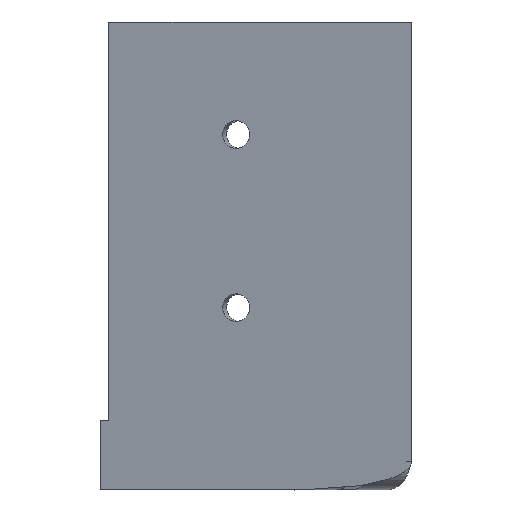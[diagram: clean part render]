
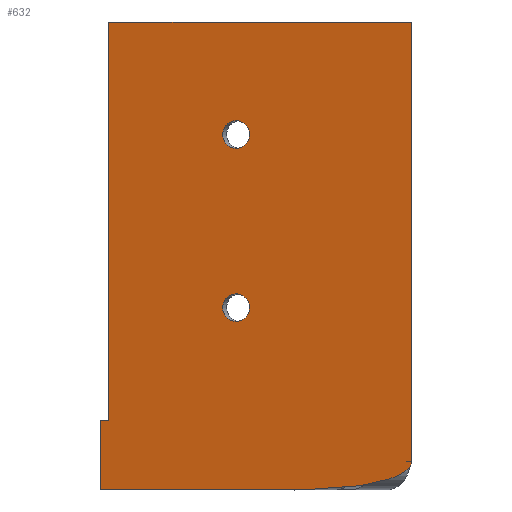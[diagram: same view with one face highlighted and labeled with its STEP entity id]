
A CAD part, top view. The second image highlights one B-rep face of the part: STEP entity #632.
In plain terms, the highlighted planar face has unit normal (-0.259, 0, 0.966).
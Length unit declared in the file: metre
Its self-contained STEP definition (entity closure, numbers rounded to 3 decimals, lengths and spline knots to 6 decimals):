
#14=ELLIPSE('',#864,0.012267,0.003175);
#22=B_SPLINE_CURVE_WITH_KNOTS('',3,(#1223,#1224,#1225,#1226),
 .UNSPECIFIED.,.F.,.F.,(4,4),(0.,1.),.UNSPECIFIED.);
#23=B_SPLINE_CURVE_WITH_KNOTS('',3,(#1228,#1229,#1230,#1231),
 .UNSPECIFIED.,.F.,.F.,(4,4),(0.,1.),.UNSPECIFIED.);
#32=LINE('',#1088,#73);
#45=LINE('',#1145,#86);
#48=LINE('',#1153,#89);
#60=LINE('',#1211,#101);
#66=LINE('',#1246,#107);
#73=VECTOR('',#907,1.);
#86=VECTOR('',#940,1.);
#89=VECTOR('',#947,1.);
#101=VECTOR('',#1005,1.);
#107=VECTOR('',#1039,1.);
#120=PLANE('',#868);
#285=ORIENTED_EDGE('',*,*,#315,.F.);
#286=ORIENTED_EDGE('',*,*,#313,.F.);
#287=ORIENTED_EDGE('',*,*,#353,.F.);
#288=ORIENTED_EDGE('',*,*,#326,.T.);
#289=ORIENTED_EDGE('',*,*,#377,.F.);
#290=ORIENTED_EDGE('',*,*,#349,.F.);
#291=ORIENTED_EDGE('',*,*,#389,.F.);
#292=ORIENTED_EDGE('',*,*,#384,.F.);
#293=ORIENTED_EDGE('',*,*,#383,.F.);
#294=ORIENTED_EDGE('',*,*,#391,.F.);
#313=EDGE_CURVE('',#394,#394,#454,.T.);
#315=EDGE_CURVE('',#396,#396,#456,.T.);
#326=EDGE_CURVE('',#408,#407,#32,.T.);
#349=EDGE_CURVE('',#426,#427,#45,.T.);
#353=EDGE_CURVE('',#408,#430,#48,.T.);
#377=EDGE_CURVE('',#427,#407,#60,.T.);
#383=EDGE_CURVE('',#449,#450,#22,.F.);
#384=EDGE_CURVE('',#450,#447,#23,.F.);
#389=EDGE_CURVE('',#447,#426,#14,.F.);
#391=EDGE_CURVE('',#430,#449,#66,.T.);
#394=VERTEX_POINT('',#1059);
#396=VERTEX_POINT('',#1064);
#407=VERTEX_POINT('',#1087);
#408=VERTEX_POINT('',#1089);
#426=VERTEX_POINT('',#1144);
#427=VERTEX_POINT('',#1146);
#430=VERTEX_POINT('',#1154);
#447=VERTEX_POINT('',#1218);
#449=VERTEX_POINT('',#1222);
#450=VERTEX_POINT('',#1227);
#454=CIRCLE('',#810,0.0016);
#456=CIRCLE('',#813,0.0016);
#523=EDGE_LOOP('',(#285));
#524=EDGE_LOOP('',(#286));
#525=EDGE_LOOP('',(#287,#288,#289,#290,#291,#292,#293,#294));
#576=FACE_BOUND('',#523,.T.);
#577=FACE_BOUND('',#524,.T.);
#578=FACE_BOUND('',#525,.T.);
#632=ADVANCED_FACE('',(#576,#577,#578),#120,.F.);
#810=AXIS2_PLACEMENT_3D('',#1058,#881,#882);
#813=AXIS2_PLACEMENT_3D('',#1063,#887,#888);
#864=AXIS2_PLACEMENT_3D('',#1241,#1029,#1030);
#868=AXIS2_PLACEMENT_3D('',#1245,#1037,#1038);
#881=DIRECTION('',(-0.259,0.,0.966));
#882=DIRECTION('',(0.966,0.,0.259));
#887=DIRECTION('',(-0.259,0.,0.966));
#888=DIRECTION('',(0.966,0.,0.259));
#907=DIRECTION('',(-0.966,0.,-0.259));
#940=DIRECTION('',(-0.966,0.,-0.259));
#947=DIRECTION('',(0.,1.,0.));
#1005=DIRECTION('',(0.,1.,0.));
#1029=DIRECTION('',(-0.259,0.,0.966));
#1030=DIRECTION('',(-0.966,0.,-0.259));
#1037=DIRECTION('',(0.259,0.,-0.966));
#1038=DIRECTION('',(0.966,0.,0.259));
#1039=DIRECTION('',(0.966,0.,0.259));
#1058=CARTESIAN_POINT('',(-0.004284,0.039,-0.008685));
#1059=CARTESIAN_POINT('',(-0.002739,0.039,-0.008271));
#1063=CARTESIAN_POINT('',(-0.004284,0.019,-0.008685));
#1064=CARTESIAN_POINT('',(-0.002739,0.019,-0.008271));
#1087=CARTESIAN_POINT('',(-0.019984,0.006,-0.012892));
#1088=CARTESIAN_POINT('',(-0.00079,0.006,-0.007749));
#1089=CARTESIAN_POINT('',(-0.019,0.006,-0.012628));
#1144=CARTESIAN_POINT('',(0.004151,-0.002,-0.006425));
#1145=CARTESIAN_POINT('',(-0.00079,-0.002,-0.007749));
#1146=CARTESIAN_POINT('',(-0.019984,-0.002,-0.012892));
#1153=CARTESIAN_POINT('',(-0.019,0.021,-0.012628));
#1154=CARTESIAN_POINT('',(-0.019,0.052,-0.012628));
#1211=CARTESIAN_POINT('',(-0.019984,0.006,-0.012892));
#1218=CARTESIAN_POINT('',(0.016,0.001175,-0.00325));
#1222=CARTESIAN_POINT('',(0.016,0.052,-0.00325));
#1223=CARTESIAN_POINT('',(0.016,0.021,-0.00325));
#1224=CARTESIAN_POINT('',(0.016,0.031333,-0.00325));
#1225=CARTESIAN_POINT('',(0.016,0.041667,-0.00325));
#1226=CARTESIAN_POINT('',(0.016,0.052,-0.00325));
#1227=CARTESIAN_POINT('',(0.016,0.021,-0.00325));
#1228=CARTESIAN_POINT('',(0.016,0.001175,-0.00325));
#1229=CARTESIAN_POINT('',(0.016,0.007783,-0.00325));
#1230=CARTESIAN_POINT('',(0.016,0.014392,-0.00325));
#1231=CARTESIAN_POINT('',(0.016,0.021,-0.00325));
#1241=CARTESIAN_POINT('',(0.004151,0.001175,-0.006425));
#1245=CARTESIAN_POINT('',(-0.005969,-0.072643,-0.009137));
#1246=CARTESIAN_POINT('',(-0.005969,0.052,-0.009137));
